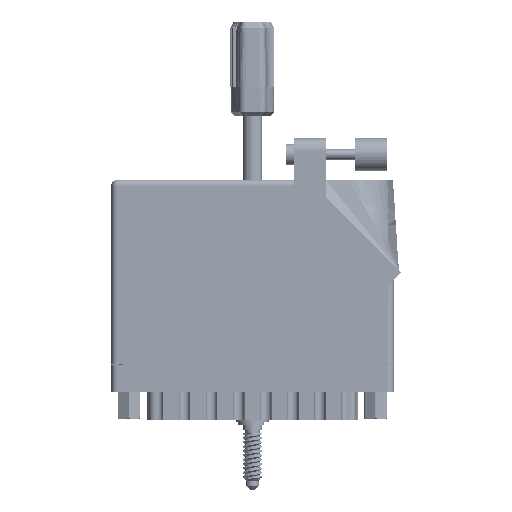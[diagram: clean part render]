
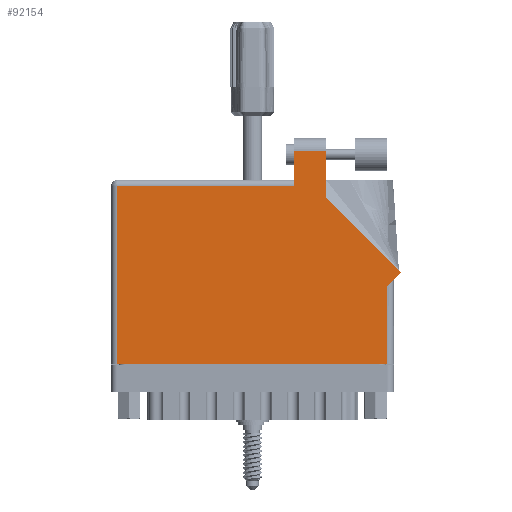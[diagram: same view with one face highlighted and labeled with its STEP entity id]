
A CAD part, front view. The second image highlights one B-rep face of the part: STEP entity #92154.
In plain terms, the highlighted face is planar.
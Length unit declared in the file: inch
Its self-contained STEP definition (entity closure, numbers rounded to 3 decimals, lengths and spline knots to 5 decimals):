
#1949 = VECTOR ( 'NONE', #65010, 39.37008 ) ;
#4191 = CARTESIAN_POINT ( 'NONE',  ( 2.78871, 0.88571, 0. ) ) ;
#4391 = CARTESIAN_POINT ( 'NONE',  ( 0., 1.775, 0. ) ) ;
#4427 = FACE_OUTER_BOUND ( 'NONE', #71038, .T. ) ;
#4839 = EDGE_CURVE ( 'NONE', #67447, #61773, #39064, .T. ) ;
#5599 = LINE ( 'NONE', #25942, #84512 ) ;
#8506 = ORIENTED_EDGE ( 'NONE', *, *, #40033, .T. ) ;
#9855 = EDGE_CURVE ( 'NONE', #35017, #80332, #5599, .T. ) ;
#12152 = EDGE_CURVE ( 'NONE', #74157, #67447, #39949, .T. ) ;
#13379 = DIRECTION ( 'NONE',  ( -1., 0., 0. ) ) ;
#15741 = LINE ( 'NONE', #86486, #77884 ) ;
#16900 = EDGE_CURVE ( 'NONE', #52406, #51693, #37376, .T. ) ;
#17209 = VECTOR ( 'NONE', #21810, 39.37008 ) ;
#18024 = LINE ( 'NONE', #72713, #74247 ) ;
#20585 = AXIS2_PLACEMENT_3D ( 'NONE', #4391, #74232, #13379 ) ;
#21810 = DIRECTION ( 'NONE',  ( 0., -1., 0. ) ) ;
#23579 = ORIENTED_EDGE ( 'NONE', *, *, #60133, .T. ) ;
#25607 = CARTESIAN_POINT ( 'NONE',  ( 2.656, 0.753, 0. ) ) ;
#25942 = CARTESIAN_POINT ( 'NONE',  ( 2.065, 1.60942, 0. ) ) ;
#29443 = EDGE_CURVE ( 'NONE', #41625, #69143, #65359, .T. ) ;
#29928 = ORIENTED_EDGE ( 'NONE', *, *, #16900, .T. ) ;
#32513 = CARTESIAN_POINT ( 'NONE',  ( 0.062, 1.713, 0. ) ) ;
#32889 = DIRECTION ( 'NONE',  ( 0.707, 0.707, 0. ) ) ;
#34021 = CARTESIAN_POINT ( 'NONE',  ( 2.065, 2.05, 0. ) ) ;
#34779 = LINE ( 'NONE', #4191, #45467 ) ;
#35017 = VERTEX_POINT ( 'NONE', #42975 ) ;
#35665 = ORIENTED_EDGE ( 'NONE', *, *, #12152, .T. ) ;
#37376 = LINE ( 'NONE', #73759, #64856 ) ;
#39064 = LINE ( 'NONE', #86365, #1949 ) ;
#39949 = LINE ( 'NONE', #74943, #17209 ) ;
#40033 = EDGE_CURVE ( 'NONE', #80332, #52406, #88636, .T. ) ;
#41625 = VERTEX_POINT ( 'NONE', #25607 ) ;
#41752 = DIRECTION ( 'NONE',  ( -1., 0., 0. ) ) ;
#42975 = CARTESIAN_POINT ( 'NONE',  ( 2.065, 1.60942, 0. ) ) ;
#44227 = CARTESIAN_POINT ( 'NONE',  ( 2.78871, 0.88571, 0. ) ) ;
#45027 = VECTOR ( 'NONE', #32889, 39.37008 ) ;
#45467 = VECTOR ( 'NONE', #64013, 39.37008 ) ;
#51666 = DIRECTION ( 'NONE',  ( 0., -1., 0. ) ) ;
#51693 = VERTEX_POINT ( 'NONE', #66171 ) ;
#52406 = VERTEX_POINT ( 'NONE', #89359 ) ;
#52809 = ORIENTED_EDGE ( 'NONE', *, *, #29443, .T. ) ;
#55218 = CARTESIAN_POINT ( 'NONE',  ( 2.656, 0., 0. ) ) ;
#59425 = EDGE_CURVE ( 'NONE', #51693, #74157, #15741, .T. ) ;
#60033 = VECTOR ( 'NONE', #74923, 39.37008 ) ;
#60133 = EDGE_CURVE ( 'NONE', #61773, #41625, #18024, .T. ) ;
#60188 = EDGE_CURVE ( 'NONE', #69143, #35017, #34779, .T. ) ;
#61773 = VERTEX_POINT ( 'NONE', #55218 ) ;
#64013 = DIRECTION ( 'NONE',  ( -0.707, 0.707, 0. ) ) ;
#64856 = VECTOR ( 'NONE', #51666, 39.37008 ) ;
#65010 = DIRECTION ( 'NONE',  ( 1., 0., 0. ) ) ;
#65359 = LINE ( 'NONE', #77976, #45027 ) ;
#66171 = CARTESIAN_POINT ( 'NONE',  ( 1.758, 1.713, 0. ) ) ;
#67447 = VERTEX_POINT ( 'NONE', #78530 ) ;
#69143 = VERTEX_POINT ( 'NONE', #44227 ) ;
#71038 = EDGE_LOOP ( 'NONE', ( #97773, #8506, #29928, #78050, #35665, #87050, #23579, #52809, #76240 ) ) ;
#72410 = DIRECTION ( 'NONE',  ( 0., 1., 0. ) ) ;
#72713 = CARTESIAN_POINT ( 'NONE',  ( 2.656, 0.815, 0. ) ) ;
#73759 = CARTESIAN_POINT ( 'NONE',  ( 1.758, 1.775, 0. ) ) ;
#74157 = VERTEX_POINT ( 'NONE', #32513 ) ;
#74232 = DIRECTION ( 'NONE',  ( 0., 0., -1. ) ) ;
#74247 = VECTOR ( 'NONE', #94729, 39.37008 ) ;
#74592 = CARTESIAN_POINT ( 'NONE',  ( 1.758, 2.05, 0. ) ) ;
#74923 = DIRECTION ( 'NONE',  ( -1., 0., 0. ) ) ;
#74943 = CARTESIAN_POINT ( 'NONE',  ( 0.062, 0., 0. ) ) ;
#76240 = ORIENTED_EDGE ( 'NONE', *, *, #60188, .T. ) ;
#77884 = VECTOR ( 'NONE', #41752, 39.37008 ) ;
#77976 = CARTESIAN_POINT ( 'NONE',  ( 2.718, 0.815, 0. ) ) ;
#78050 = ORIENTED_EDGE ( 'NONE', *, *, #59425, .T. ) ;
#78530 = CARTESIAN_POINT ( 'NONE',  ( 0.062, 0., 0. ) ) ;
#80332 = VERTEX_POINT ( 'NONE', #34021 ) ;
#84512 = VECTOR ( 'NONE', #72410, 39.37008 ) ;
#86365 = CARTESIAN_POINT ( 'NONE',  ( 0., 0., 0. ) ) ;
#86486 = CARTESIAN_POINT ( 'NONE',  ( 0., 1.713, 0. ) ) ;
#87050 = ORIENTED_EDGE ( 'NONE', *, *, #4839, .T. ) ;
#88636 = LINE ( 'NONE', #74592, #60033 ) ;
#89359 = CARTESIAN_POINT ( 'NONE',  ( 1.758, 2.05, 0. ) ) ;
#89548 = PLANE ( 'NONE',  #20585 ) ;
#92154 = ADVANCED_FACE ( 'NONE', ( #4427 ), #89548, .F. ) ;
#94729 = DIRECTION ( 'NONE',  ( 0., 1., 0. ) ) ;
#97773 = ORIENTED_EDGE ( 'NONE', *, *, #9855, .T. ) ;
